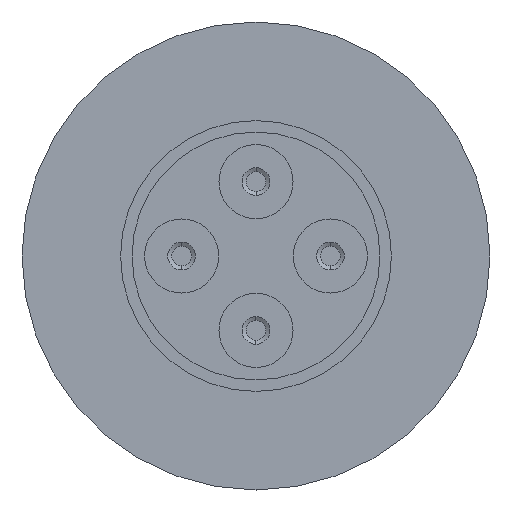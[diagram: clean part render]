
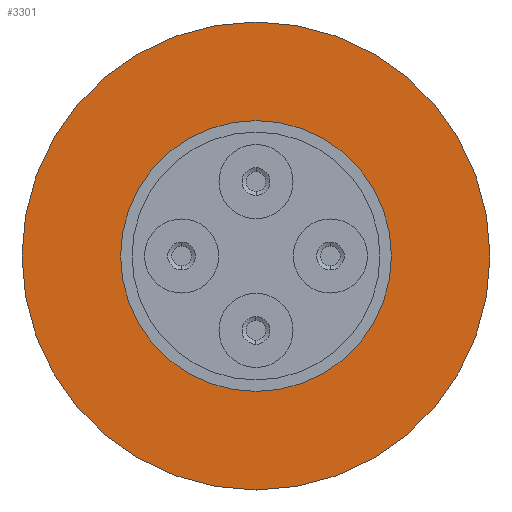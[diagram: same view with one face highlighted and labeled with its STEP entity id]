
A CAD part, front view. The second image highlights one B-rep face of the part: STEP entity #3301.
In plain terms, the highlighted planar face has unit normal (0, -1, 0).
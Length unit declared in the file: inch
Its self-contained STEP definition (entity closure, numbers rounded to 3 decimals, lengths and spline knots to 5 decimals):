
#80 = CARTESIAN_POINT ( 'NONE',  ( 0., 0., 0.3415 ) ) ;
#81 = CARTESIAN_POINT ( 'NONE',  ( 0., 0., -0.59 ) ) ;
#96 = CARTESIAN_POINT ( 'NONE',  ( 0., 0., 0.59 ) ) ;
#97 = CARTESIAN_POINT ( 'NONE',  ( 0., 0., -0.3415 ) ) ;
#713 = DIRECTION ( 'NONE',  ( 0., 0., -1. ) ) ;
#716 = DIRECTION ( 'NONE',  ( 0., -1., 0. ) ) ;
#718 = CARTESIAN_POINT ( 'NONE',  ( 0., 0., 0. ) ) ;
#757 = DIRECTION ( 'NONE',  ( 0., 1., 0. ) ) ;
#758 = DIRECTION ( 'NONE',  ( 0., 0., -1. ) ) ;
#761 = CARTESIAN_POINT ( 'NONE',  ( 0., 0., 0. ) ) ;
#827 = DIRECTION ( 'NONE',  ( 0., 0., -1. ) ) ;
#829 = DIRECTION ( 'NONE',  ( 0., 0., -1. ) ) ;
#837 = CARTESIAN_POINT ( 'NONE',  ( 0., 0., 0. ) ) ;
#838 = DIRECTION ( 'NONE',  ( 0., 1., 0. ) ) ;
#867 = DIRECTION ( 'NONE',  ( 0., -1., 0. ) ) ;
#875 = CARTESIAN_POINT ( 'NONE',  ( 0., 0., 0. ) ) ;
#1202 = EDGE_CURVE ( 'NONE', #2521, #2522, #2311, .T. ) ;
#1243 = EDGE_CURVE ( 'NONE', #2520, #2519, #2308, .T. ) ;
#1293 = AXIS2_PLACEMENT_3D ( 'NONE', #3115, #3110, #3109 ) ;
#1321 = EDGE_CURVE ( 'NONE', #2519, #2520, #2295, .T. ) ;
#1392 = EDGE_CURVE ( 'NONE', #2522, #2521, #2284, .T. ) ;
#1474 = AXIS2_PLACEMENT_3D ( 'NONE', #718, #716, #713 ) ;
#1477 = AXIS2_PLACEMENT_3D ( 'NONE', #761, #757, #758 ) ;
#1483 = AXIS2_PLACEMENT_3D ( 'NONE', #837, #838, #829 ) ;
#1488 = AXIS2_PLACEMENT_3D ( 'NONE', #875, #867, #827 ) ;
#1937 = FACE_BOUND ( 'NONE', #3702, .T. ) ;
#1940 = FACE_OUTER_BOUND ( 'NONE', #3706, .T. ) ;
#2284 = CIRCLE ( 'NONE', #1474, 0.3415 ) ;
#2295 = CIRCLE ( 'NONE', #1477, 0.59 ) ;
#2308 = CIRCLE ( 'NONE', #1483, 0.59 ) ;
#2311 = CIRCLE ( 'NONE', #1488, 0.3415 ) ;
#2519 = VERTEX_POINT ( 'NONE', #96 ) ;
#2520 = VERTEX_POINT ( 'NONE', #81 ) ;
#2521 = VERTEX_POINT ( 'NONE', #97 ) ;
#2522 = VERTEX_POINT ( 'NONE', #80 ) ;
#3109 = DIRECTION ( 'NONE',  ( 0., 0., 1. ) ) ;
#3110 = DIRECTION ( 'NONE',  ( 0., 1., 0. ) ) ;
#3115 = CARTESIAN_POINT ( 'NONE',  ( -0.59, 0., 0. ) ) ;
#3116 = PLANE ( 'NONE',  #1293 ) ;
#3301 = ADVANCED_FACE ( 'NONE', ( #1940, #1937 ), #3116, .F. ) ;
#3548 = ORIENTED_EDGE ( 'NONE', *, *, #1243, .F. ) ;
#3549 = ORIENTED_EDGE ( 'NONE', *, *, #1321, .F. ) ;
#3550 = ORIENTED_EDGE ( 'NONE', *, *, #1202, .F. ) ;
#3551 = ORIENTED_EDGE ( 'NONE', *, *, #1392, .F. ) ;
#3702 = EDGE_LOOP ( 'NONE', ( #3550, #3551 ) ) ;
#3706 = EDGE_LOOP ( 'NONE', ( #3548, #3549 ) ) ;
